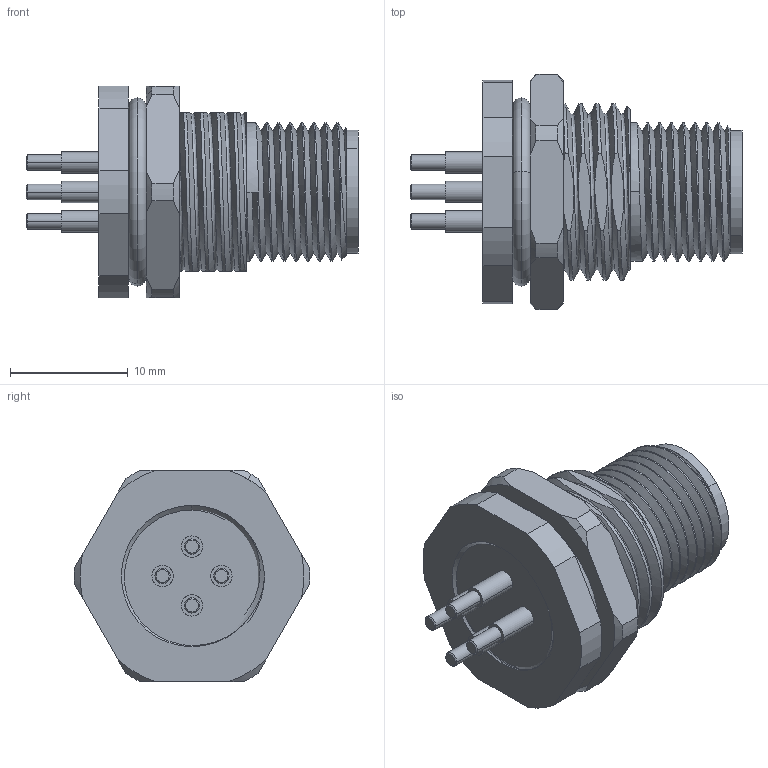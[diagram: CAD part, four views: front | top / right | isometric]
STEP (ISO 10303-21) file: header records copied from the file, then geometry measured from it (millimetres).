
FILE_DESCRIPTION (( 'STEP AP214' ), '1' );
FILE_NAME ('54-00445_revA.STEP', '2026-03-11T16:24:10', ( '' ), ( '' ), 'SwSTEP 2.0', 'SolidWorks 2025', '' );
FILE_SCHEMA (( 'AUTOMOTIVE_DESIGN' ));
Length unit declared in the file: millimetre
Products named in the file (7): 54-00445_revA; 54-00445-03L_默认; 54-00445-04_默认; 54-00445-03_默认; 54-00445-05_默认; 54-00445-02; 54-00445-01_默认
Assembly tree (8 placements, depth 2):
  54-00445_revA
    54-00445-01_默认
    54-00445-02
    54-00445-03_默认  x3
    54-00445-04_默认
    54-00445-05_默认
    54-00445-03L_默认
Bounding box: 28.2 x 19.99 x 18 mm (x, y, z)
Volume: 3053.9 mm3; surface area: 5819.6 mm2
Topology: 9 solids, 9 shells, 326 faces, 789 edges, 505 vertices
Faces by surface type: cylinder 149, plane 81, cone 51, torus 28, bspline 9, sphere 8
Entity records: 11972 total; most frequent: CARTESIAN_POINT 5608, ORIENTED_EDGE 1322, DIRECTION 1264, EDGE_CURVE 661, AXIS2_PLACEMENT_3D 520, VERTEX_POINT 431, EDGE_LOOP 310, FACE_OUTER_BOUND 266
